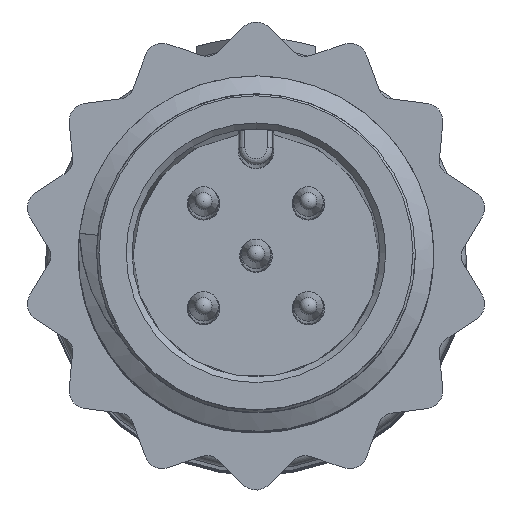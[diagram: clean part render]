
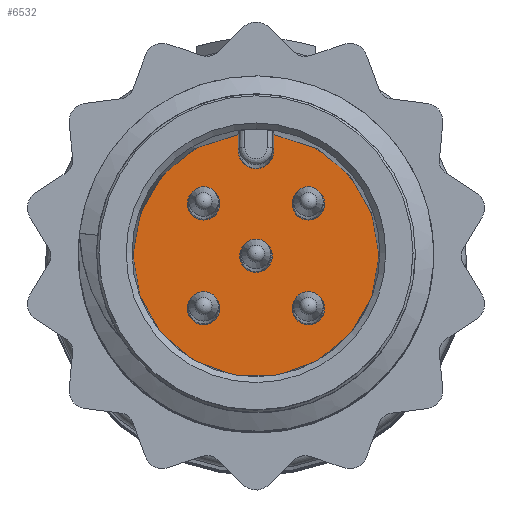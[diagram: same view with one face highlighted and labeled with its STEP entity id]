
A CAD part, left-side view. The second image highlights one B-rep face of the part: STEP entity #6532.
In plain terms, the highlighted face is planar.
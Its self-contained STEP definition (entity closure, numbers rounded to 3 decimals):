
#374=LINE('',#14434,#668);
#379=LINE('',#14470,#673);
#382=LINE('',#14489,#676);
#383=LINE('',#14492,#677);
#668=VECTOR('',#8928,1000.);
#673=VECTOR('',#8943,1000.);
#676=VECTOR('',#8958,1000.);
#677=VECTOR('',#8961,1000.);
#2726=ORIENTED_EDGE('',*,*,#3843,.T.);
#2727=ORIENTED_EDGE('',*,*,#3844,.F.);
#2728=ORIENTED_EDGE('',*,*,#3840,.F.);
#2729=ORIENTED_EDGE('',*,*,#3836,.T.);
#2730=ORIENTED_EDGE('',*,*,#3845,.F.);
#2731=ORIENTED_EDGE('',*,*,#3826,.T.);
#2732=ORIENTED_EDGE('',*,*,#3839,.F.);
#2733=ORIENTED_EDGE('',*,*,#3846,.F.);
#2734=ORIENTED_EDGE('',*,*,#3847,.F.);
#2735=ORIENTED_EDGE('',*,*,#3808,.F.);
#2736=ORIENTED_EDGE('',*,*,#3812,.F.);
#2737=ORIENTED_EDGE('',*,*,#3816,.F.);
#2738=ORIENTED_EDGE('',*,*,#3820,.F.);
#3808=EDGE_CURVE('',#4508,#4508,#4872,.T.);
#3812=EDGE_CURVE('',#4512,#4512,#4876,.T.);
#3816=EDGE_CURVE('',#4516,#4516,#4880,.T.);
#3820=EDGE_CURVE('',#4520,#4520,#4884,.T.);
#3826=EDGE_CURVE('',#4526,#4525,#374,.T.);
#3836=EDGE_CURVE('',#4532,#4531,#379,.T.);
#3839=EDGE_CURVE('',#4534,#4525,#4890,.T.);
#3840=EDGE_CURVE('',#4532,#4535,#4891,.T.);
#3843=EDGE_CURVE('',#4537,#4537,#4893,.T.);
#3844=EDGE_CURVE('',#4535,#4538,#382,.T.);
#3845=EDGE_CURVE('',#4526,#4531,#4894,.T.);
#3846=EDGE_CURVE('',#4539,#4534,#383,.T.);
#3847=EDGE_CURVE('',#4538,#4539,#4895,.T.);
#4508=VERTEX_POINT('',#14388);
#4512=VERTEX_POINT('',#14399);
#4516=VERTEX_POINT('',#14410);
#4520=VERTEX_POINT('',#14421);
#4525=VERTEX_POINT('',#14433);
#4526=VERTEX_POINT('',#14435);
#4531=VERTEX_POINT('',#14469);
#4532=VERTEX_POINT('',#14471);
#4534=VERTEX_POINT('',#14476);
#4535=VERTEX_POINT('',#14479);
#4537=VERTEX_POINT('',#14488);
#4538=VERTEX_POINT('',#14490);
#4539=VERTEX_POINT('',#14493);
#4872=CIRCLE('',#7423,0.55);
#4876=CIRCLE('',#7430,0.55);
#4880=CIRCLE('',#7437,0.55);
#4884=CIRCLE('',#7444,0.55);
#4890=CIRCLE('',#7457,0.6);
#4891=CIRCLE('',#7458,0.6);
#4893=CIRCLE('',#7461,0.55);
#4894=CIRCLE('',#7462,4.15);
#4895=CIRCLE('',#7463,0.597);
#5384=EDGE_LOOP('',(#2726));
#5385=EDGE_LOOP('',(#2727,#2728,#2729,#2730,#2731,#2732,#2733,#2734));
#5386=EDGE_LOOP('',(#2735));
#5387=EDGE_LOOP('',(#2736));
#5388=EDGE_LOOP('',(#2737));
#5389=EDGE_LOOP('',(#2738));
#5948=FACE_BOUND('',#5384,.T.);
#5949=FACE_BOUND('',#5385,.T.);
#5950=FACE_BOUND('',#5386,.T.);
#5951=FACE_BOUND('',#5387,.T.);
#5952=FACE_BOUND('',#5388,.T.);
#5953=FACE_BOUND('',#5389,.T.);
#6174=PLANE('',#7460);
#6532=ADVANCED_FACE('',(#5948,#5949,#5950,#5951,#5952,#5953),#6174,.T.);
#7423=AXIS2_PLACEMENT_3D('',#14387,#8871,#8872);
#7430=AXIS2_PLACEMENT_3D('',#14398,#8885,#8886);
#7437=AXIS2_PLACEMENT_3D('',#14409,#8899,#8900);
#7444=AXIS2_PLACEMENT_3D('',#14420,#8913,#8914);
#7457=AXIS2_PLACEMENT_3D('',#14477,#8948,#8949);
#7458=AXIS2_PLACEMENT_3D('',#14478,#8950,#8951);
#7460=AXIS2_PLACEMENT_3D('',#14486,#8954,#8955);
#7461=AXIS2_PLACEMENT_3D('',#14487,#8956,#8957);
#7462=AXIS2_PLACEMENT_3D('',#14491,#8959,#8960);
#7463=AXIS2_PLACEMENT_3D('',#14494,#8962,#8963);
#8871=DIRECTION('',(0.,0.,1.));
#8872=DIRECTION('',(-1.,0.,0.));
#8885=DIRECTION('',(0.,0.,1.));
#8886=DIRECTION('',(-1.,0.,0.));
#8899=DIRECTION('',(0.,0.,1.));
#8900=DIRECTION('',(-1.,0.,0.));
#8913=DIRECTION('',(0.,0.,1.));
#8914=DIRECTION('',(-1.,0.,0.));
#8928=DIRECTION('',(0.,-1.,0.));
#8943=DIRECTION('',(0.,1.,0.));
#8948=DIRECTION('',(0.,0.,1.));
#8949=DIRECTION('',(0.667,-0.745,0.));
#8950=DIRECTION('',(0.,0.,1.));
#8951=DIRECTION('',(-1.,0.,0.));
#8954=DIRECTION('',(0.,0.,1.));
#8955=DIRECTION('',(1.,0.,0.));
#8956=DIRECTION('',(0.,0.,-1.));
#8957=DIRECTION('',(1.,0.,0.));
#8958=DIRECTION('',(0.,1.,0.));
#8959=DIRECTION('',(0.,0.,-1.));
#8960=DIRECTION('',(-1.,0.,0.));
#8961=DIRECTION('',(0.,-1.,0.));
#8962=DIRECTION('',(0.,0.,1.));
#8963=DIRECTION('',(1.,0.,0.));
#14387=CARTESIAN_POINT('',(1.768,1.768,-8.9));
#14388=CARTESIAN_POINT('',(1.218,1.768,-8.9));
#14398=CARTESIAN_POINT('',(-1.768,1.768,-8.9));
#14399=CARTESIAN_POINT('',(-2.318,1.768,-8.9));
#14409=CARTESIAN_POINT('',(-1.768,-1.768,-8.9));
#14410=CARTESIAN_POINT('',(-2.318,-1.768,-8.9));
#14420=CARTESIAN_POINT('',(1.768,-1.768,-8.9));
#14421=CARTESIAN_POINT('',(1.218,-1.768,-8.9));
#14433=CARTESIAN_POINT('',(0.6,3.55,-8.9));
#14434=CARTESIAN_POINT('',(0.6,4.106,-8.9));
#14435=CARTESIAN_POINT('',(0.6,4.106,-8.9));
#14469=CARTESIAN_POINT('',(-0.6,4.106,-8.9));
#14470=CARTESIAN_POINT('',(-0.6,3.55,-8.9));
#14471=CARTESIAN_POINT('',(-0.6,3.55,-8.9));
#14476=CARTESIAN_POINT('',(0.4,3.103,-8.9));
#14477=CARTESIAN_POINT('',(0.,3.55,-8.9));
#14478=CARTESIAN_POINT('',(0.,3.55,-8.9));
#14479=CARTESIAN_POINT('',(-0.4,3.103,-8.9));
#14486=CARTESIAN_POINT('',(0.,-0.024,-8.9));
#14487=CARTESIAN_POINT('',(0.,0.,-8.9));
#14488=CARTESIAN_POINT('',(0.55,0.,-8.9));
#14489=CARTESIAN_POINT('',(-0.4,0.75,-8.9));
#14490=CARTESIAN_POINT('',(-0.4,3.107,-8.9));
#14491=CARTESIAN_POINT('',(0.,0.,-8.9));
#14492=CARTESIAN_POINT('',(0.4,3.107,-8.9));
#14493=CARTESIAN_POINT('',(0.4,3.107,-8.9));
#14494=CARTESIAN_POINT('',(0.,3.55,-8.9));
